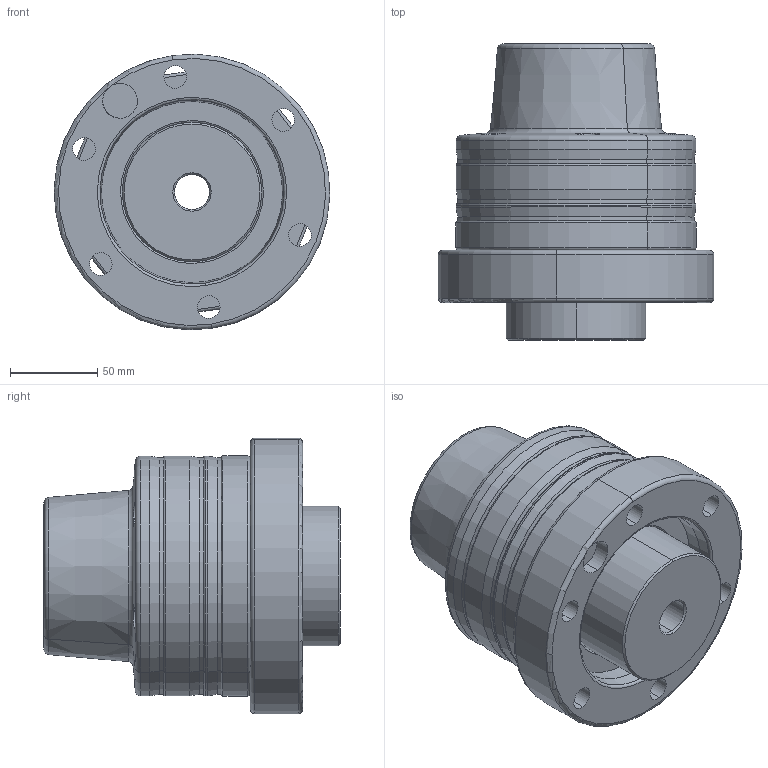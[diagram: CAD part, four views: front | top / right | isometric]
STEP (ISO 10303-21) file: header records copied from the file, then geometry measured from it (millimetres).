
FILE_DESCRIPTION (( 'STEP AP214' ), '1' );
FILE_NAME ('CPD-16CA6.STEP', '2020-04-27T08:34:32', ( 'COSH' ), ( '' ), 'SwSTEP 2.0', 'SolidWorks 2016', '' );
FILE_SCHEMA (( 'AUTOMOTIVE_DESIGN' ));
Length unit declared in the file: millimetre
Products named in the file (6): CPD-16CA6; CPD-5CA6-06; CPD-16C-01; CPD-16C-02; CPD-16C-03; CPD-16C-04
Assembly tree (5 placements, depth 2):
  CPD-16CA6
    CPD-16C-04
    CPD-16C-03
    CPD-16C-02
    CPD-16C-01
    CPD-5CA6-06
Bounding box: 158.23 x 170 x 158.23 mm (x, y, z)
Volume: 1645771.4 mm3; surface area: 290179.4 mm2
Topology: 5 solids, 5 shells, 391 faces, 921 edges, 547 vertices
Faces by surface type: cylinder 200, cone 93, torus 54, plane 44
Entity records: 13232 total; most frequent: CARTESIAN_POINT 2791, DIRECTION 2196, ORIENTED_EDGE 1782, AXIS2_PLACEMENT_3D 955, EDGE_CURVE 891, CIRCLE 556, VERTEX_POINT 547, EDGE_LOOP 504
